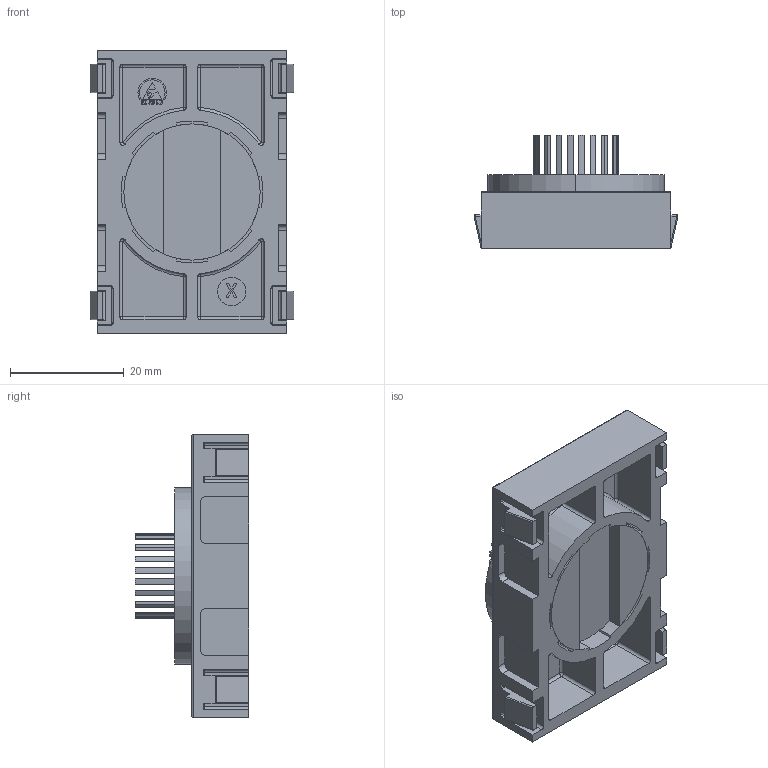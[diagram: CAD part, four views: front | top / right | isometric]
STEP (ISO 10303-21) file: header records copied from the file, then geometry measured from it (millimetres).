
FILE_DESCRIPTION (( 'STEP AP203' ), '1' );
FILE_NAME ('062AEB91ESD.50.STEP', '2015-09-14T12:27:24', ( 'Fath' ), ( 'Hewlett-Packard Company' ), 'SwSTEP 2.0', 'SolidWorks 2014', '' );
FILE_SCHEMA (( 'CONFIG_CONTROL_DESIGN' ));
Length unit declared in the file: millimetre
Products named in the file (3): 062ABKESD_062ABKESD; 062AER91.50_062ACD2491ESD.50; 062AEB91ESD.50
Assembly tree (2 placements, depth 2):
  062AEB91ESD.50
    062AER91.50_062ACD2491ESD.50
    062ABKESD_062ABKESD
Bounding box: 35.9 x 20 x 50 mm (x, y, z)
Volume: 13262.2 mm3; surface area: 11245.2 mm2
Topology: 2 solids, 2 shells, 685 faces, 1733 edges, 1093 vertices
Faces by surface type: plane 449, cylinder 165, torus 33, sphere 28, bspline 10
Entity records: 20876 total; most frequent: CARTESIAN_POINT 4148, ORIENTED_EDGE 3418, DIRECTION 3323, EDGE_CURVE 1709, LINE 1311, VECTOR 1311, VERTEX_POINT 1093, AXIS2_PLACEMENT_3D 1006
